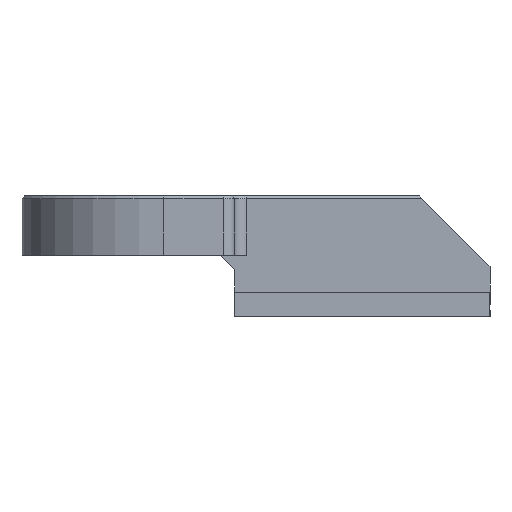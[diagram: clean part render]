
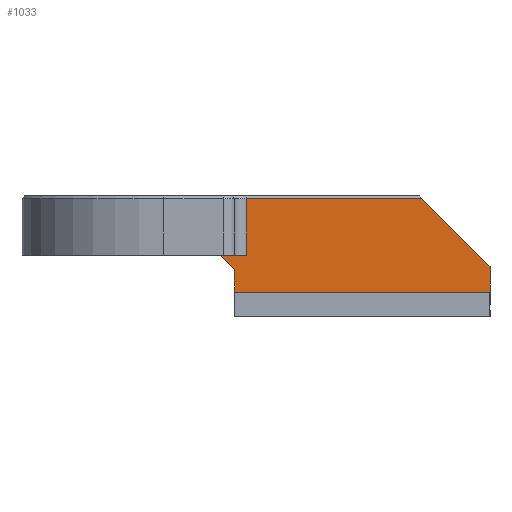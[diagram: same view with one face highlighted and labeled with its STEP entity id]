
A CAD part, left-side view. The second image highlights one B-rep face of the part: STEP entity #1033.
In plain terms, the highlighted planar face has unit normal (-1, 0, 0).
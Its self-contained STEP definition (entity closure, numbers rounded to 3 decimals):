
#26=PLANE('',#1114);
#74=FACE_OUTER_BOUND('',#133,.T.);
#133=EDGE_LOOP('',(#821,#822,#823,#824,#825,#826,#827,#828));
#255=LINE('',#2864,#347);
#260=LINE('',#2878,#352);
#263=LINE('',#2884,#355);
#270=LINE('',#2898,#362);
#271=LINE('',#2899,#363);
#272=LINE('',#2901,#364);
#273=LINE('',#2903,#365);
#274=LINE('',#2904,#366);
#347=VECTOR('',#1243,10.);
#352=VECTOR('',#1254,10.);
#355=VECTOR('',#1259,10.);
#362=VECTOR('',#1268,10.);
#363=VECTOR('',#1269,10.);
#364=VECTOR('',#1270,10.);
#365=VECTOR('',#1271,10.);
#366=VECTOR('',#1272,10.);
#469=VERTEX_POINT('',#2861);
#470=VERTEX_POINT('',#2863);
#475=VERTEX_POINT('',#2875);
#476=VERTEX_POINT('',#2877);
#478=VERTEX_POINT('',#2883);
#484=VERTEX_POINT('',#2897);
#485=VERTEX_POINT('',#2900);
#486=VERTEX_POINT('',#2902);
#590=EDGE_CURVE('',#469,#470,#255,.T.);
#596=EDGE_CURVE('',#475,#476,#260,.T.);
#599=EDGE_CURVE('',#476,#478,#263,.T.);
#606=EDGE_CURVE('',#484,#475,#270,.T.);
#607=EDGE_CURVE('',#470,#484,#271,.T.);
#608=EDGE_CURVE('',#469,#485,#272,.F.);
#609=EDGE_CURVE('',#485,#486,#273,.T.);
#610=EDGE_CURVE('',#486,#478,#274,.T.);
#821=ORIENTED_EDGE('',*,*,#596,.F.);
#822=ORIENTED_EDGE('',*,*,#606,.F.);
#823=ORIENTED_EDGE('',*,*,#607,.F.);
#824=ORIENTED_EDGE('',*,*,#590,.F.);
#825=ORIENTED_EDGE('',*,*,#608,.T.);
#826=ORIENTED_EDGE('',*,*,#609,.T.);
#827=ORIENTED_EDGE('',*,*,#610,.T.);
#828=ORIENTED_EDGE('',*,*,#599,.F.);
#1033=ADVANCED_FACE('',(#74),#26,.F.);
#1114=AXIS2_PLACEMENT_3D('',#2896,#1266,#1267);
#1243=DIRECTION('',(0.,-1.,0.));
#1254=DIRECTION('',(0.,-0.707,-0.707));
#1259=DIRECTION('',(0.,0.,-1.));
#1266=DIRECTION('center_axis',(1.,0.,0.));
#1267=DIRECTION('ref_axis',(0.,-1.,0.));
#1268=DIRECTION('',(0.,-1.,0.));
#1269=DIRECTION('',(0.,0.,1.));
#1270=DIRECTION('',(0.,0.707,0.707));
#1271=DIRECTION('',(0.,0.,-1.));
#1272=DIRECTION('',(0.,-1.,0.));
#2861=CARTESIAN_POINT('',(2.85,19.,-4.2));
#2863=CARTESIAN_POINT('',(2.85,17.2,-4.2));
#2864=CARTESIAN_POINT('',(2.85,21.75,-4.2));
#2875=CARTESIAN_POINT('',(2.85,4.8,-0.2));
#2877=CARTESIAN_POINT('',(2.85,0.,-5.));
#2878=CARTESIAN_POINT('',(2.85,7.,2.));
#2883=CARTESIAN_POINT('',(2.85,0.,-6.8));
#2884=CARTESIAN_POINT('',(2.85,0.,0.));
#2896=CARTESIAN_POINT('Origin',(2.85,18.,0.));
#2897=CARTESIAN_POINT('',(2.85,17.2,-0.2));
#2898=CARTESIAN_POINT('',(2.85,17.25,-0.2));
#2899=CARTESIAN_POINT('',(2.85,17.2,0.));
#2900=CARTESIAN_POINT('',(2.85,18.,-5.2));
#2901=CARTESIAN_POINT('',(2.85,19.55,-3.65));
#2902=CARTESIAN_POINT('',(2.85,18.,-6.8));
#2903=CARTESIAN_POINT('',(2.85,18.,0.));
#2904=CARTESIAN_POINT('',(2.85,0.,-6.8));
